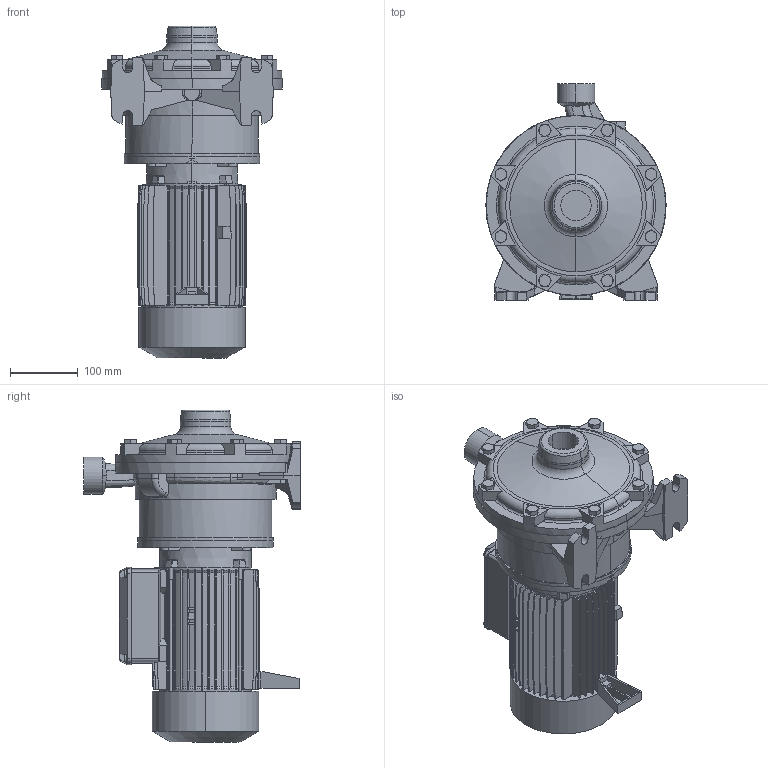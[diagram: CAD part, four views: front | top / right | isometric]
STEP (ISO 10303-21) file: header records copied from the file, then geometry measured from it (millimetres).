
FILE_DESCRIPTION (( 'STEP AP214' ), '1' );
FILE_NAME ('4_93_449_03_REV01.step', '2022-10-04T07:49:02', ( '' ), ( '' ), 'SwSTEP 2.0', 'SolidWorks 2020', '' );
FILE_SCHEMA (( 'AUTOMOTIVE_DESIGN' ));
Length unit declared in the file: millimetre
Products named in the file (1): 4_93_449_03_REV01
Bounding box: 266 x 320 x 490 mm (x, y, z)
Volume: 11504820.7 mm3; surface area: 771199.4 mm2
Topology: 1 solids, 1 shells, 1440 faces, 3980 edges, 2600 vertices
Faces by surface type: plane 851, bspline 195, cylinder 194, cone 174, torus 18, sphere 8
Entity records: 66112 total; most frequent: CARTESIAN_POINT 31475, ORIENTED_EDGE 7944, DIRECTION 6177, EDGE_CURVE 3972, VERTEX_POINT 2600, VECTOR 2253, LINE 2253, AXIS2_PLACEMENT_3D 1962
